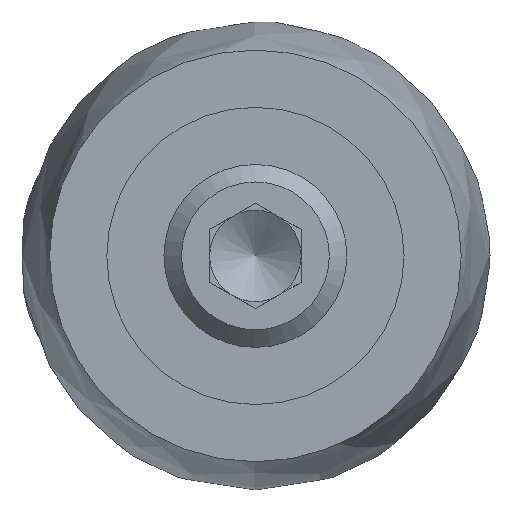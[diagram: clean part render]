
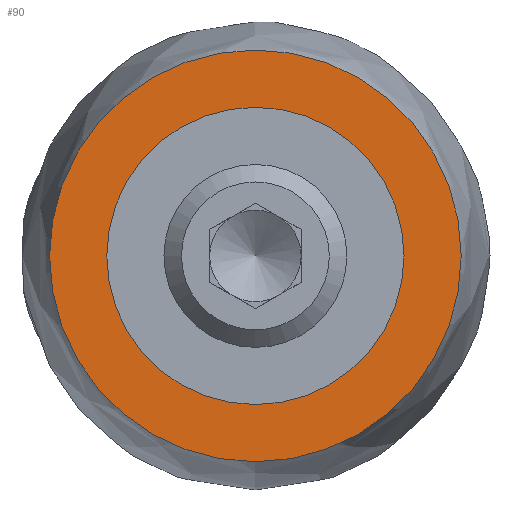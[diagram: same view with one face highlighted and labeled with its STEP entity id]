
A CAD part, left-side view. The second image highlights one B-rep face of the part: STEP entity #90.
In plain terms, the highlighted planar face has unit normal (-1, 0, 0).
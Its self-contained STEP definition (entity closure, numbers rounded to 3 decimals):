
#90 = ADVANCED_FACE( '', ( #184, #185 ), #186, .F. );
#184 = FACE_OUTER_BOUND( '', #274, .T. );
#185 = FACE_BOUND( '', #275, .T. );
#186 = PLANE( '', #276 );
#274 = EDGE_LOOP( '', ( #514 ) );
#275 = EDGE_LOOP( '', ( #515 ) );
#276 = AXIS2_PLACEMENT_3D( '', #516, #517, #518 );
#514 = ORIENTED_EDGE( '', *, *, #578, .F. );
#515 = ORIENTED_EDGE( '', *, *, #565, .T. );
#516 = CARTESIAN_POINT( '', ( 6., 6.5, 0. ) );
#517 = DIRECTION( '', ( 1., 0., 0. ) );
#518 = DIRECTION( '', ( 0., 0., -1. ) );
#565 = EDGE_CURVE( '', #651, #651, #652, .T. );
#578 = EDGE_CURVE( '', #669, #669, #670, .T. );
#651 = VERTEX_POINT( '', #762 );
#652 = CIRCLE( '', #763, 6.5 );
#669 = VERTEX_POINT( '', #785 );
#670 = CIRCLE( '', #786, 9. );
#762 = CARTESIAN_POINT( '', ( 6., 0., -6.5 ) );
#763 = AXIS2_PLACEMENT_3D( '', #844, #845, #846 );
#785 = CARTESIAN_POINT( '', ( 6., 0., -9. ) );
#786 = AXIS2_PLACEMENT_3D( '', #858, #859, #860 );
#844 = CARTESIAN_POINT( '', ( 6., 0., 0. ) );
#845 = DIRECTION( '', ( 1., 0., 0. ) );
#846 = DIRECTION( '', ( 0., 0., -1. ) );
#858 = CARTESIAN_POINT( '', ( 6., 0., 0. ) );
#859 = DIRECTION( '', ( 1., 0., 0. ) );
#860 = DIRECTION( '', ( 0., 0., -1. ) );
